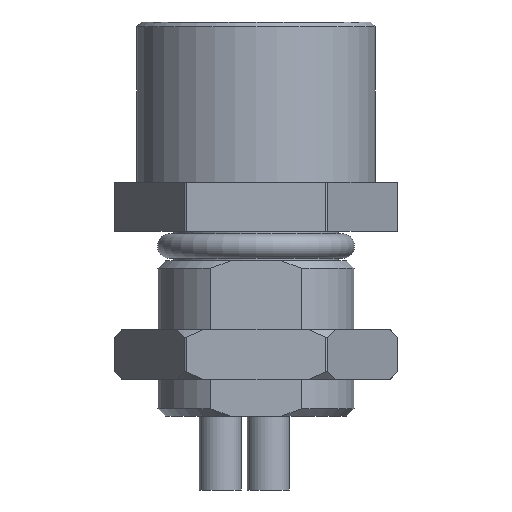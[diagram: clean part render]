
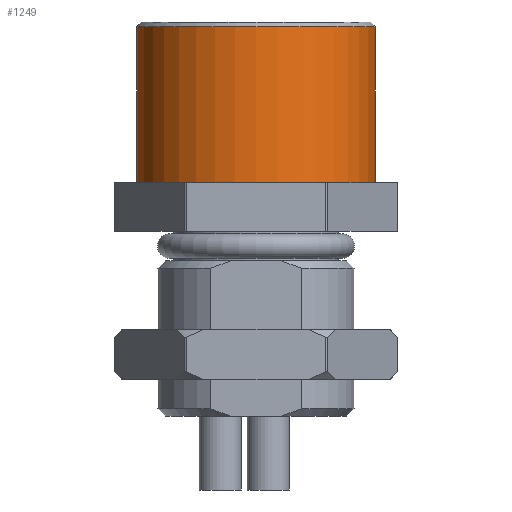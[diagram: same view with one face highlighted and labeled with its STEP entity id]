
A CAD part, front view. The second image highlights one B-rep face of the part: STEP entity #1249.
In plain terms, the highlighted cylindrical face has radius 4.85 mm (diameter 9.7 mm), a full revolution.
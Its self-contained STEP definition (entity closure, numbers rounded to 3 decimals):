
#1128=FACE_BOUND('',#1604,.T.);
#1129=FACE_BOUND('',#1605,.T.);
#1249=ADVANCED_FACE('',(#1128,#1129),#1414,.T.);
#1414=CYLINDRICAL_SURFACE('',#3824,4.85);
#1604=EDGE_LOOP('',(#2199));
#1605=EDGE_LOOP('',(#2200));
#2199=ORIENTED_EDGE('',*,*,#3252,.T.);
#2200=ORIENTED_EDGE('',*,*,#3251,.F.);
#2958=VERTEX_POINT('',#5117);
#2959=VERTEX_POINT('',#5120);
#3251=EDGE_CURVE('',#2958,#2958,#3621,.T.);
#3252=EDGE_CURVE('',#2959,#2959,#3622,.T.);
#3621=CIRCLE('',#3821,4.85);
#3622=CIRCLE('',#3823,4.85);
#3821=AXIS2_PLACEMENT_3D('',#5116,#4244,#4245);
#3823=AXIS2_PLACEMENT_3D('',#5119,#4248,#4249);
#3824=AXIS2_PLACEMENT_3D('',#5121,#4250,#4251);
#4244=DIRECTION('',(0.,0.,-1.));
#4245=DIRECTION('',(0.,1.,0.));
#4248=DIRECTION('',(0.,0.,-1.));
#4249=DIRECTION('',(0.,1.,0.));
#4250=DIRECTION('',(0.,0.,1.));
#4251=DIRECTION('',(0.,1.,0.));
#5116=CARTESIAN_POINT('',(-110.,150.,-13.2));
#5117=CARTESIAN_POINT('',(-110.,154.85,-13.2));
#5119=CARTESIAN_POINT('',(-110.,150.,-6.9));
#5120=CARTESIAN_POINT('',(-110.,154.85,-6.9));
#5121=CARTESIAN_POINT('',(-110.,150.,-13.3));
